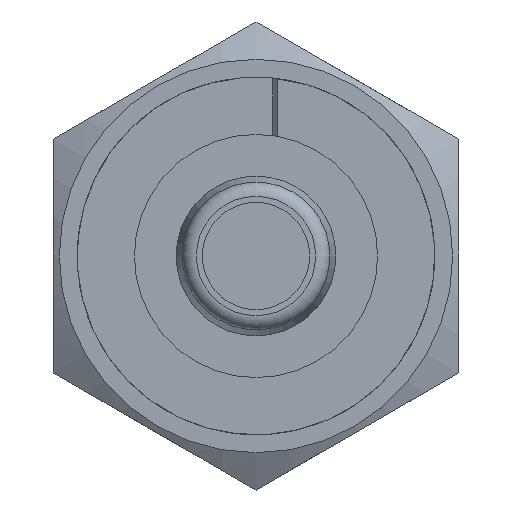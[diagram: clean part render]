
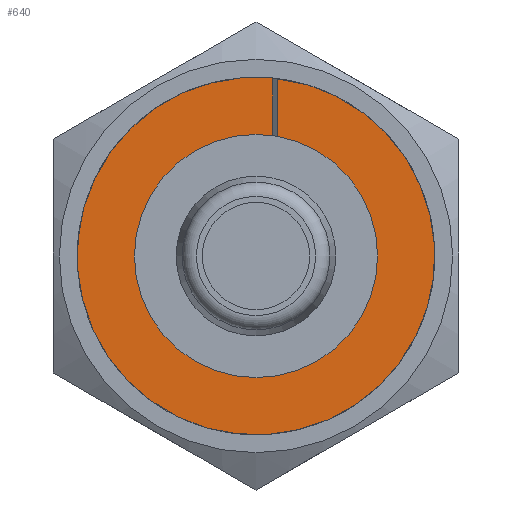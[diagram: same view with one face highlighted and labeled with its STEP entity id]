
A CAD part, front view. The second image highlights one B-rep face of the part: STEP entity #640.
In plain terms, the highlighted planar face has unit normal (0, -1, 0).
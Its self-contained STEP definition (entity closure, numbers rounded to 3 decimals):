
#36=LINE('',#887,#48);
#37=LINE('',#891,#49);
#48=VECTOR('',#763,1000.);
#49=VECTOR('',#766,1000.);
#88=ORIENTED_EDGE('',*,*,#184,.F.);
#89=ORIENTED_EDGE('',*,*,#185,.F.);
#90=ORIENTED_EDGE('',*,*,#186,.T.);
#91=ORIENTED_EDGE('',*,*,#187,.T.);
#184=EDGE_CURVE('',#235,#236,#274,.T.);
#185=EDGE_CURVE('',#237,#235,#36,.T.);
#186=EDGE_CURVE('',#237,#238,#275,.T.);
#187=EDGE_CURVE('',#238,#236,#37,.T.);
#235=VERTEX_POINT('',#885);
#236=VERTEX_POINT('',#886);
#237=VERTEX_POINT('',#888);
#238=VERTEX_POINT('',#890);
#274=CIRCLE('',#685,4.);
#275=CIRCLE('',#686,7.5);
#303=EDGE_LOOP('',(#88,#89,#90,#91));
#353=FACE_BOUND('',#303,.T.);
#392=PLANE('',#684);
#640=ADVANCED_FACE('',(#353),#392,.F.);
#684=AXIS2_PLACEMENT_3D('',#883,#759,#760);
#685=AXIS2_PLACEMENT_3D('',#884,#761,#762);
#686=AXIS2_PLACEMENT_3D('',#889,#764,#765);
#759=DIRECTION('',(0.,1.,0.));
#760=DIRECTION('',(0.,0.,-1.));
#761=DIRECTION('',(0.,-1.,0.));
#762=DIRECTION('',(0.,0.,1.));
#763=DIRECTION('',(0.,0.,-1.));
#764=DIRECTION('',(0.,-1.,0.));
#765=DIRECTION('',(0.,0.,1.));
#766=DIRECTION('',(0.,0.,-1.));
#883=CARTESIAN_POINT('',(0.,-13.1,7.5));
#884=CARTESIAN_POINT('',(0.,-13.1,0.));
#885=CARTESIAN_POINT('',(0.7,-13.1,3.938));
#886=CARTESIAN_POINT('',(0.9,-13.1,3.897));
#887=CARTESIAN_POINT('',(0.7,-13.1,21.228));
#888=CARTESIAN_POINT('',(0.7,-13.1,7.467));
#889=CARTESIAN_POINT('',(0.,-13.1,0.));
#890=CARTESIAN_POINT('',(0.9,-13.1,7.446));
#891=CARTESIAN_POINT('',(0.9,-13.1,21.228));
